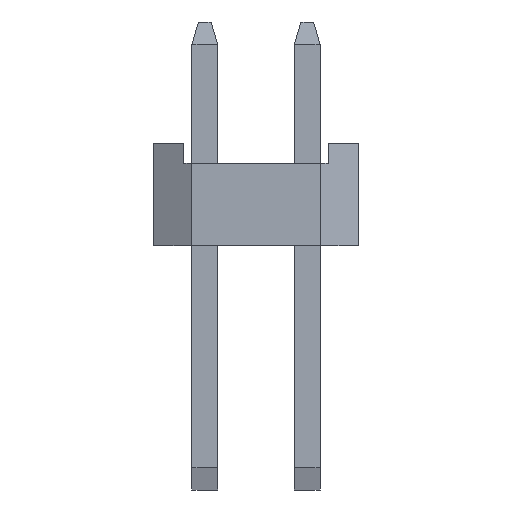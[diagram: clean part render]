
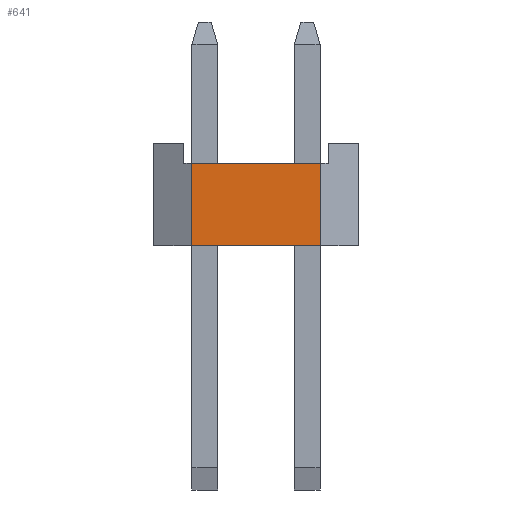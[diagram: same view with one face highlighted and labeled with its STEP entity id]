
A CAD part, front view. The second image highlights one B-rep face of the part: STEP entity #641.
In plain terms, the highlighted face is planar.
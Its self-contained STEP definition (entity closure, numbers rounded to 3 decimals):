
#61 = CARTESIAN_POINT ( 'NONE',  ( 1.27, 0., -1.6 ) ) ;
#128 = CARTESIAN_POINT ( 'NONE',  ( 1.27, 2.54, 1.6 ) ) ;
#129 = EDGE_CURVE ( 'NONE', #588, #162, #161, .T. ) ;
#139 = DIRECTION ( 'NONE',  ( -1., 0., 0. ) ) ;
#142 = AXIS2_PLACEMENT_3D ( 'NONE', #989, #139, #764 ) ;
#161 = LINE ( 'NONE', #281, #221 ) ;
#162 = VERTEX_POINT ( 'NONE', #61 ) ;
#192 = CARTESIAN_POINT ( 'NONE',  ( 1.27, 2.04, -1.79 ) ) ;
#221 = VECTOR ( 'NONE', #364, 1000. ) ;
#225 = ORIENTED_EDGE ( 'NONE', *, *, #707, .T. ) ;
#232 = VECTOR ( 'NONE', #435, 1000. ) ;
#281 = CARTESIAN_POINT ( 'NONE',  ( 1.27, 2.54, -1.6 ) ) ;
#283 = EDGE_CURVE ( 'NONE', #421, #162, #306, .T. ) ;
#290 = PLANE ( 'NONE',  #142 ) ;
#302 = CARTESIAN_POINT ( 'NONE',  ( 1.27, 2.04, -1.6 ) ) ;
#306 = LINE ( 'NONE', #953, #373 ) ;
#364 = DIRECTION ( 'NONE',  ( 0., -1., 0. ) ) ;
#373 = VECTOR ( 'NONE', #941, 1000. ) ;
#382 = VECTOR ( 'NONE', #519, 1000. ) ;
#389 = CARTESIAN_POINT ( 'NONE',  ( 1.27, 2.04, 1.6 ) ) ;
#421 = VERTEX_POINT ( 'NONE', #578 ) ;
#430 = ORIENTED_EDGE ( 'NONE', *, *, #283, .T. ) ;
#435 = DIRECTION ( 'NONE',  ( 0., 0., -1. ) ) ;
#519 = DIRECTION ( 'NONE',  ( 0., -1., 0. ) ) ;
#548 = EDGE_CURVE ( 'NONE', #895, #588, #971, .T. ) ;
#578 = CARTESIAN_POINT ( 'NONE',  ( 1.27, 0., 1.6 ) ) ;
#588 = VERTEX_POINT ( 'NONE', #302 ) ;
#641 = ADVANCED_FACE ( 'NONE', ( #957 ), #290, .F. ) ;
#707 = EDGE_CURVE ( 'NONE', #895, #421, #820, .T. ) ;
#748 = EDGE_LOOP ( 'NONE', ( #797, #225, #430, #974 ) ) ;
#764 = DIRECTION ( 'NONE',  ( 0., 0., 1. ) ) ;
#797 = ORIENTED_EDGE ( 'NONE', *, *, #548, .F. ) ;
#820 = LINE ( 'NONE', #128, #382 ) ;
#895 = VERTEX_POINT ( 'NONE', #389 ) ;
#941 = DIRECTION ( 'NONE',  ( 0., 0., -1. ) ) ;
#953 = CARTESIAN_POINT ( 'NONE',  ( 1.27, 0., -1.6 ) ) ;
#957 = FACE_OUTER_BOUND ( 'NONE', #748, .T. ) ;
#971 = LINE ( 'NONE', #192, #232 ) ;
#974 = ORIENTED_EDGE ( 'NONE', *, *, #129, .F. ) ;
#989 = CARTESIAN_POINT ( 'NONE',  ( 1.27, 2.54, -1.6 ) ) ;
